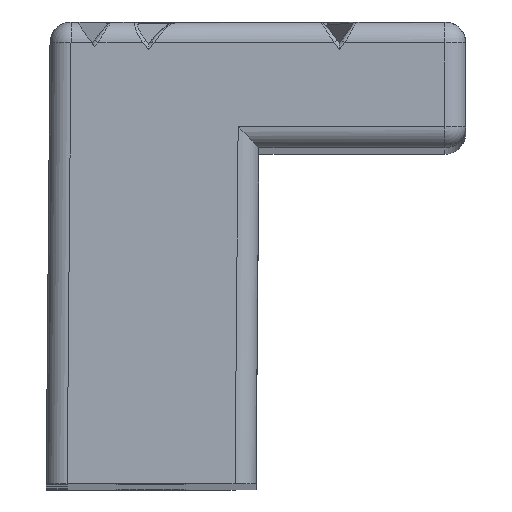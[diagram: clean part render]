
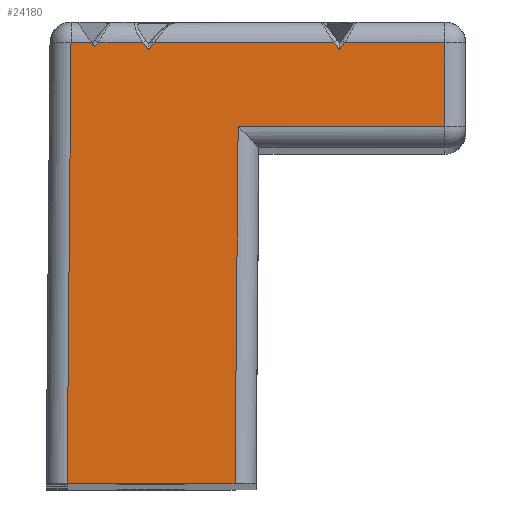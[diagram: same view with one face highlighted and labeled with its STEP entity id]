
A CAD part, top view. The second image highlights one B-rep face of the part: STEP entity #24180.
In plain terms, the highlighted planar face has unit normal (0, 0.009, 1).
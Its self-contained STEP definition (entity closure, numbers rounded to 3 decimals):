
#550=CARTESIAN_POINT('',(13.716,21.009,
87.067));
#560=VERTEX_POINT('',#550);
#590=CARTESIAN_POINT('',(0.,21.009,87.067));
#600=DIRECTION('',(1.,0.,0.));
#610=VECTOR('',#600,1.);
#620=LINE('',#590,#610);
#630=CARTESIAN_POINT('',(5.159,21.009,
87.067));
#640=VERTEX_POINT('',#630);
#650=EDGE_CURVE('',#640,#560,#620,.T.);
#6870=CARTESIAN_POINT('',(9.,0.,87.25));
#6880=VERTEX_POINT('',#6870);
#6910=CARTESIAN_POINT('',(9.,0.009,
87.25));
#6920=DIRECTION('',(-0.009,-1.,
0.009));
#6930=VECTOR('',#6920,1.);
#6940=LINE('',#6910,#6930);
#6950=CARTESIAN_POINT('',(9.148,17.009,
87.102));
#6960=VERTEX_POINT('',#6950);
#6970=EDGE_CURVE('',#6960,#6880,#6940,.T.);
#23000=CARTESIAN_POINT('',(0.,0.,87.25));
#23010=DIRECTION('',(-0.,0.009,1.));
#23020=DIRECTION('',(1.,0.,0.));
#23030=AXIS2_PLACEMENT_3D('',#23000,#23010,#23020);
#23040=PLANE('',#23030);
#23050=CARTESIAN_POINT('',(5.159,21.009,
87.067));
#23060=CARTESIAN_POINT('',(5.155,21.004,
87.067));
#23070=CARTESIAN_POINT('',(5.151,20.999,
87.067));
#23080=CARTESIAN_POINT('',(5.016,20.834,
87.068));
#23090=CARTESIAN_POINT('',(4.885,20.674,
87.07));
#23100=CARTESIAN_POINT('',(4.754,20.514,
87.071));
#23110=B_SPLINE_CURVE_WITH_KNOTS('',3,(#23050,#23060,#23070,#23080,
#23090,#23100),.UNSPECIFIED.,.F.,.F.,(4,2,4),(0.,0.018,
0.64),.UNSPECIFIED.);
#23120=CARTESIAN_POINT('',(4.88,20.668,
87.07));
#23130=VERTEX_POINT('',#23120);
#23140=EDGE_CURVE('',#640,#23130,#23110,.T.);
#23150=ORIENTED_EDGE('',*,*,#23140,.T.);
#23160=ORIENTED_EDGE('',*,*,#650,.F.);
#23170=CARTESIAN_POINT('',(13.716,21.009,
87.067));
#23180=CARTESIAN_POINT('',(13.719,21.004,
87.067));
#23190=CARTESIAN_POINT('',(13.723,20.999,
87.067));
#23200=CARTESIAN_POINT('',(13.848,20.833,
87.068));
#23210=CARTESIAN_POINT('',(13.97,20.671,
87.07));
#23220=CARTESIAN_POINT('',(14.092,20.509,
87.071));
#23230=B_SPLINE_CURVE_WITH_KNOTS('',3,(#23170,#23180,#23190,#23200,
#23210,#23220),.UNSPECIFIED.,.F.,.F.,(4,2,4),(0.,0.017,
0.626),.UNSPECIFIED.);
#23240=CARTESIAN_POINT('',(13.972,20.668,
87.07));
#23250=VERTEX_POINT('',#23240);
#23260=EDGE_CURVE('',#560,#23250,#23230,.T.);
#23270=ORIENTED_EDGE('',*,*,#23260,.F.);
#23280=CARTESIAN_POINT('',(14.227,21.009,
87.067));
#23290=CARTESIAN_POINT('',(14.224,21.004,
87.067));
#23300=CARTESIAN_POINT('',(14.221,20.999,
87.067));
#23310=CARTESIAN_POINT('',(14.095,20.833,
87.068));
#23320=CARTESIAN_POINT('',(13.973,20.671,
87.07));
#23330=CARTESIAN_POINT('',(13.852,20.509,
87.071));
#23340=B_SPLINE_CURVE_WITH_KNOTS('',3,(#23280,#23290,#23300,#23310,
#23320,#23330),.UNSPECIFIED.,.F.,.F.,(4,2,4),(0.,0.017,
0.626),.UNSPECIFIED.);
#23350=CARTESIAN_POINT('',(14.227,21.009,
87.067));
#23360=VERTEX_POINT('',#23350);
#23370=EDGE_CURVE('',#23360,#23250,#23340,.T.);
#23380=ORIENTED_EDGE('',*,*,#23370,.T.);
#23390=CARTESIAN_POINT('',(0.,21.009,87.067));
#23400=DIRECTION('',(1.,0.,0.));
#23410=VECTOR('',#23400,1.);
#23420=LINE('',#23390,#23410);
#23430=CARTESIAN_POINT('',(19.,21.009,87.067));
#23440=VERTEX_POINT('',#23430);
#23450=EDGE_CURVE('',#23360,#23440,#23420,.T.);
#23460=ORIENTED_EDGE('',*,*,#23450,.F.);
#23470=CARTESIAN_POINT('',(19.,0.009,87.25));
#23480=DIRECTION('',(0.,-1.,0.009));
#23490=VECTOR('',#23480,1.);
#23500=LINE('',#23470,#23490);
#23510=CARTESIAN_POINT('',(19.,17.009,87.102));
#23520=VERTEX_POINT('',#23510);
#23530=EDGE_CURVE('',#23440,#23520,#23500,.T.);
#23540=ORIENTED_EDGE('',*,*,#23530,.F.);
#23550=CARTESIAN_POINT('',(0.,17.009,87.102));
#23560=DIRECTION('',(1.,0.,0.));
#23570=VECTOR('',#23560,1.);
#23580=LINE('',#23550,#23570);
#23590=EDGE_CURVE('',#6960,#23520,#23580,.T.);
#23600=ORIENTED_EDGE('',*,*,#23590,.T.);
#23610=ORIENTED_EDGE('',*,*,#6970,.F.);
#23620=CARTESIAN_POINT('',(10.,0.,87.25));
#23630=DIRECTION('',(-1.,0.,0.));
#23640=VECTOR('',#23630,1.);
#23650=LINE('',#23620,#23640);
#23660=CARTESIAN_POINT('',(1.,0.,87.25));
#23670=VERTEX_POINT('',#23660);
#23680=EDGE_CURVE('',#6880,#23670,#23650,.T.);
#23690=ORIENTED_EDGE('',*,*,#23680,.F.);
#23700=CARTESIAN_POINT('',(1.,0.009,
87.25));
#23710=DIRECTION('',(0.009,1.,
-0.009));
#23720=VECTOR('',#23710,1.);
#23730=LINE('',#23700,#23720);
#23740=CARTESIAN_POINT('',(1.183,21.009,
87.067));
#23750=VERTEX_POINT('',#23740);
#23760=EDGE_CURVE('',#23670,#23750,#23730,.T.);
#23770=ORIENTED_EDGE('',*,*,#23760,.F.);
#23780=CARTESIAN_POINT('',(2.183,21.009,
87.067));
#23790=VERTEX_POINT('',#23780);
#23800=EDGE_CURVE('',#23750,#23790,#620,.T.);
#23810=ORIENTED_EDGE('',*,*,#23800,.F.);
#23820=CARTESIAN_POINT('',(17.974,0.,87.25));
#23830=DIRECTION('',(0.601,-0.799,
0.007));
#23840=VECTOR('',#23830,1.);
#23850=LINE('',#23820,#23840);
#23860=CARTESIAN_POINT('',(2.322,20.824,
87.068));
#23870=VERTEX_POINT('',#23860);
#23880=EDGE_CURVE('',#23790,#23870,#23850,.T.);
#23890=ORIENTED_EDGE('',*,*,#23880,.F.);
#23900=CARTESIAN_POINT('',(2.202,20.664,
87.07));
#23910=CARTESIAN_POINT('',(2.256,20.735,
87.069));
#23920=CARTESIAN_POINT('',(2.309,20.806,
87.068));
#23930=CARTESIAN_POINT('',(2.392,20.916,
87.067));
#23940=CARTESIAN_POINT('',(2.422,20.956,
87.067));
#23950=CARTESIAN_POINT('',(2.455,20.999,
87.067));
#23960=CARTESIAN_POINT('',(2.458,21.004,
87.067));
#23970=CARTESIAN_POINT('',(2.462,21.009,
87.067));
#23980=B_SPLINE_CURVE_WITH_KNOTS('',3,(#23900,#23910,#23920,#23930,
#23940,#23950,#23960,#23970),.UNSPECIFIED.,.F.,.F.,(4,2,2,4),(
48.168,48.435,48.582,48.6),
.UNSPECIFIED.);
#23990=CARTESIAN_POINT('',(2.462,21.009,
87.067));
#24000=VERTEX_POINT('',#23990);
#24010=EDGE_CURVE('',#23870,#24000,#23980,.T.);
#24020=ORIENTED_EDGE('',*,*,#24010,.F.);
#24030=CARTESIAN_POINT('',(4.604,21.009,
87.067));
#24040=VERTEX_POINT('',#24030);
#24050=EDGE_CURVE('',#24000,#24040,#620,.T.);
#24060=ORIENTED_EDGE('',*,*,#24050,.F.);
#24070=CARTESIAN_POINT('',(4.604,21.009,
87.067));
#24080=CARTESIAN_POINT('',(4.608,21.004,
87.067));
#24090=CARTESIAN_POINT('',(4.612,20.999,
87.067));
#24100=CARTESIAN_POINT('',(4.746,20.834,
87.068));
#24110=CARTESIAN_POINT('',(4.876,20.674,
87.07));
#24120=CARTESIAN_POINT('',(5.006,20.513,
87.071));
#24130=B_SPLINE_CURVE_WITH_KNOTS('',3,(#24070,#24080,#24090,#24100,
#24110,#24120),.UNSPECIFIED.,.F.,.F.,(4,2,4),(0.,0.018,
0.638),.UNSPECIFIED.);
#24140=EDGE_CURVE('',#24040,#23130,#24130,.T.);
#24150=ORIENTED_EDGE('',*,*,#24140,.F.);
#24160=EDGE_LOOP('',(#24150,#24060,#24020,#23890,#23810,#23770,#23690,
#23610,#23600,#23540,#23460,#23380,#23270,#23160,#23150));
#24170=FACE_OUTER_BOUND('',#24160,.T.);
#24180=ADVANCED_FACE('',(#24170),#23040,.T.);
